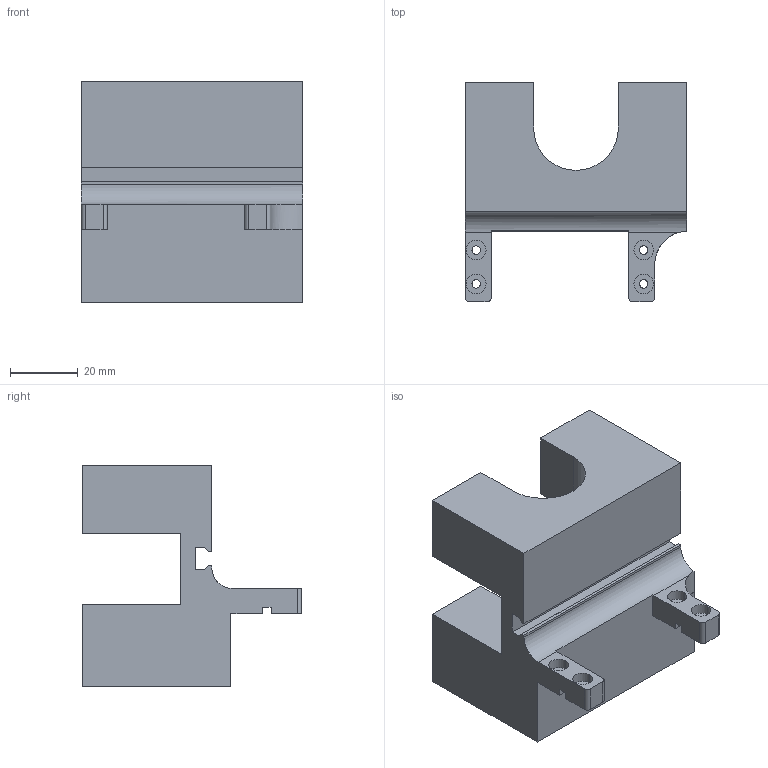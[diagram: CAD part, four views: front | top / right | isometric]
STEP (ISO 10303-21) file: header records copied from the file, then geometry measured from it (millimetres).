
FILE_DESCRIPTION (( 'STEP AP203' ), '1' );
FILE_NAME ('lbhsdflkufhdslufh.STEP', '2022-11-09T17:13:09', ( '' ), ( '' ), 'SwSTEP 2.0', 'SolidWorks 2020', '' );
FILE_SCHEMA (( 'CONFIG_CONTROL_DESIGN' ));
Length unit declared in the file: millimetre
Products named in the file (1): lbhsdflkufhdslufh
Bounding box: 65.5 x 64.74 x 65.5 mm (x, y, z)
Volume: 109682.2 mm3; surface area: 24034 mm2
Topology: 1 solids, 1 shells, 70 faces, 191 edges, 127 vertices
Faces by surface type: plane 46, cylinder 24
Entity records: 2312 total; most frequent: CARTESIAN_POINT 392, DIRECTION 383, ORIENTED_EDGE 382, EDGE_CURVE 191, VECTOR 139, LINE 139, VERTEX_POINT 127, AXIS2_PLACEMENT_3D 122
